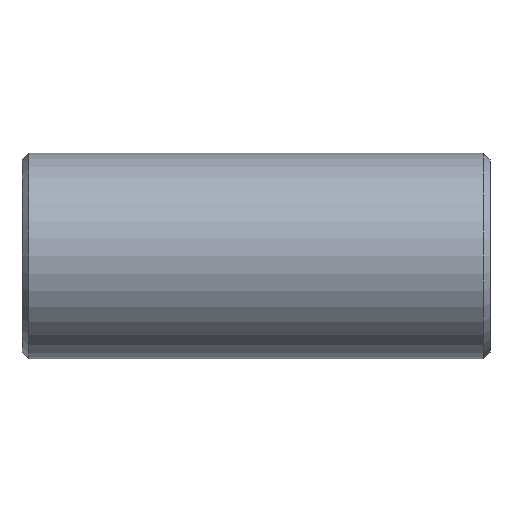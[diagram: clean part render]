
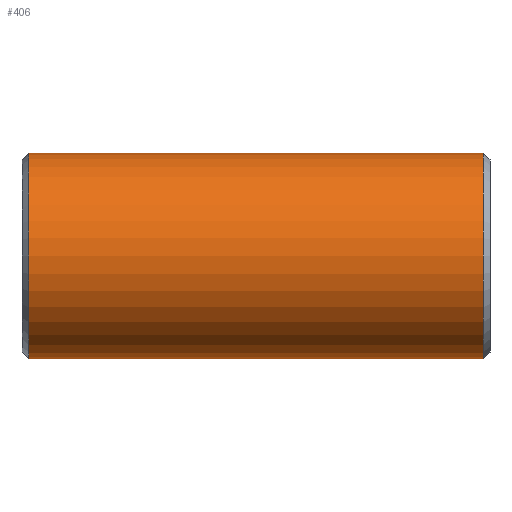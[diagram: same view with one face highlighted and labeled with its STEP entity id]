
A CAD part, front view. The second image highlights one B-rep face of the part: STEP entity #406.
In plain terms, the highlighted cylindrical face has radius 16.764 mm (diameter 33.528 mm), a partial arc.
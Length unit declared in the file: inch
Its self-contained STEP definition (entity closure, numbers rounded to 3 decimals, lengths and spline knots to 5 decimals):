
#32 = CARTESIAN_POINT ( 'NONE',  ( 1.5, 0., 0.66 ) ) ;
#46 = CARTESIAN_POINT ( 'NONE',  ( 1.5, 0., 0. ) ) ;
#62 = CARTESIAN_POINT ( 'NONE',  ( 1.45567, 0., 0. ) ) ;
#82 = VERTEX_POINT ( 'NONE', #198 ) ;
#112 = VERTEX_POINT ( 'NONE', #687 ) ;
#120 = VERTEX_POINT ( 'NONE', #169 ) ;
#152 = LINE ( 'NONE', #376, #595 ) ;
#156 = FACE_OUTER_BOUND ( 'NONE', #390, .T. ) ;
#163 = DIRECTION ( 'NONE',  ( 0., 0., -1. ) ) ;
#169 = CARTESIAN_POINT ( 'NONE',  ( 1.45567, 0., 0.66 ) ) ;
#196 = AXIS2_PLACEMENT_3D ( 'NONE', #62, #636, #163 ) ;
#198 = CARTESIAN_POINT ( 'NONE',  ( -1.45567, 0., -0.66 ) ) ;
#213 = CARTESIAN_POINT ( 'NONE',  ( -1.45567, 0., 0. ) ) ;
#274 = DIRECTION ( 'NONE',  ( -1., 0., 0. ) ) ;
#286 = VERTEX_POINT ( 'NONE', #326 ) ;
#303 = AXIS2_PLACEMENT_3D ( 'NONE', #46, #274, #564 ) ;
#305 = ORIENTED_EDGE ( 'NONE', *, *, #739, .T. ) ;
#326 = CARTESIAN_POINT ( 'NONE',  ( 1.45567, 0., -0.66 ) ) ;
#348 = AXIS2_PLACEMENT_3D ( 'NONE', #213, #442, #672 ) ;
#372 = CYLINDRICAL_SURFACE ( 'NONE', #303, 0.66 ) ;
#376 = CARTESIAN_POINT ( 'NONE',  ( 1.5, 0., -0.66 ) ) ;
#390 = EDGE_LOOP ( 'NONE', ( #710, #550, #305, #631 ) ) ;
#391 = EDGE_CURVE ( 'NONE', #112, #82, #580, .T. ) ;
#406 = ADVANCED_FACE ( 'NONE', ( #156 ), #372, .T. ) ;
#442 = DIRECTION ( 'NONE',  ( 1., 0., 0. ) ) ;
#448 = CIRCLE ( 'NONE', #196, 0.66 ) ;
#484 = EDGE_CURVE ( 'NONE', #286, #120, #448, .T. ) ;
#492 = LINE ( 'NONE', #32, #722 ) ;
#550 = ORIENTED_EDGE ( 'NONE', *, *, #484, .T. ) ;
#564 = DIRECTION ( 'NONE',  ( 0., 0., 1. ) ) ;
#580 = CIRCLE ( 'NONE', #348, 0.66 ) ;
#595 = VECTOR ( 'NONE', #730, 39.37008 ) ;
#605 = DIRECTION ( 'NONE',  ( -1., 0., 0. ) ) ;
#631 = ORIENTED_EDGE ( 'NONE', *, *, #391, .T. ) ;
#636 = DIRECTION ( 'NONE',  ( -1., 0., 0. ) ) ;
#672 = DIRECTION ( 'NONE',  ( 0., 0., 1. ) ) ;
#687 = CARTESIAN_POINT ( 'NONE',  ( -1.45567, 0., 0.66 ) ) ;
#710 = ORIENTED_EDGE ( 'NONE', *, *, #752, .F. ) ;
#722 = VECTOR ( 'NONE', #605, 39.37008 ) ;
#730 = DIRECTION ( 'NONE',  ( -1., 0., 0. ) ) ;
#739 = EDGE_CURVE ( 'NONE', #120, #112, #492, .T. ) ;
#752 = EDGE_CURVE ( 'NONE', #286, #82, #152, .T. ) ;
